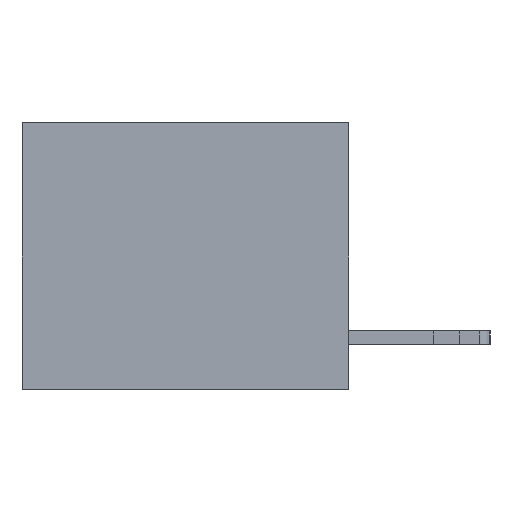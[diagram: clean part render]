
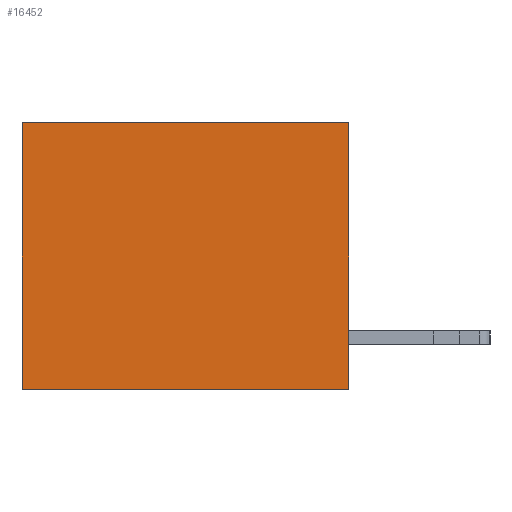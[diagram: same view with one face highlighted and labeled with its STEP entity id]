
A CAD part, left-side view. The second image highlights one B-rep face of the part: STEP entity #16452.
In plain terms, the highlighted planar face has unit normal (-1, 0, 0).
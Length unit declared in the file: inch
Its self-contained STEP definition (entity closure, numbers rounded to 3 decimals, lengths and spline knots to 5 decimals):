
#2 = VECTOR ( 'NONE', #19581, 39.37008 ) ;
#1713 = CARTESIAN_POINT ( 'NONE',  ( 0.3165, 0.6, 0. ) ) ;
#2396 = EDGE_CURVE ( 'NONE', #18534, #8559, #19326, .T. ) ;
#2611 = EDGE_CURVE ( 'NONE', #12515, #18534, #10331, .T. ) ;
#2740 = CARTESIAN_POINT ( 'NONE',  ( 0.3165, 0.6, -0.49 ) ) ;
#2827 = VECTOR ( 'NONE', #5262, 39.37008 ) ;
#3599 = ORIENTED_EDGE ( 'NONE', *, *, #2611, .T. ) ;
#4809 = EDGE_CURVE ( 'NONE', #15258, #8559, #16013, .T. ) ;
#5262 = DIRECTION ( 'NONE',  ( 0., 0., -1. ) ) ;
#6253 = AXIS2_PLACEMENT_3D ( 'NONE', #6666, #15791, #23459 ) ;
#6569 = CARTESIAN_POINT ( 'NONE',  ( 0.3165, 0., 0. ) ) ;
#6666 = CARTESIAN_POINT ( 'NONE',  ( 0.3165, 0., -0.49 ) ) ;
#8049 = CARTESIAN_POINT ( 'NONE',  ( 0.3165, 0.6, -0.49 ) ) ;
#8559 = VERTEX_POINT ( 'NONE', #8049 ) ;
#9448 = LINE ( 'NONE', #18113, #2827 ) ;
#9667 = EDGE_LOOP ( 'NONE', ( #22303, #23853, #20942, #3599 ) ) ;
#10331 = LINE ( 'NONE', #6569, #17006 ) ;
#12067 = DIRECTION ( 'NONE',  ( 0., 1., 0. ) ) ;
#12515 = VERTEX_POINT ( 'NONE', #17228 ) ;
#13168 = VECTOR ( 'NONE', #13888, 39.37008 ) ;
#13737 = CARTESIAN_POINT ( 'NONE',  ( 0.3165, 0., -0.49 ) ) ;
#13888 = DIRECTION ( 'NONE',  ( 0., 1., 0. ) ) ;
#15258 = VERTEX_POINT ( 'NONE', #23608 ) ;
#15791 = DIRECTION ( 'NONE',  ( 1., 0., 0. ) ) ;
#16013 = LINE ( 'NONE', #13737, #13168 ) ;
#16452 = ADVANCED_FACE ( 'NONE', ( #21714 ), #17877, .F. ) ;
#17006 = VECTOR ( 'NONE', #12067, 39.37008 ) ;
#17228 = CARTESIAN_POINT ( 'NONE',  ( 0.3165, 0., 0. ) ) ;
#17877 = PLANE ( 'NONE',  #6253 ) ;
#18113 = CARTESIAN_POINT ( 'NONE',  ( 0.3165, 0., -0.49 ) ) ;
#18534 = VERTEX_POINT ( 'NONE', #1713 ) ;
#19326 = LINE ( 'NONE', #2740, #2 ) ;
#19581 = DIRECTION ( 'NONE',  ( 0., 0., -1. ) ) ;
#20942 = ORIENTED_EDGE ( 'NONE', *, *, #22776, .F. ) ;
#21714 = FACE_OUTER_BOUND ( 'NONE', #9667, .T. ) ;
#22303 = ORIENTED_EDGE ( 'NONE', *, *, #2396, .T. ) ;
#22776 = EDGE_CURVE ( 'NONE', #12515, #15258, #9448, .T. ) ;
#23459 = DIRECTION ( 'NONE',  ( 0., 0., -1. ) ) ;
#23608 = CARTESIAN_POINT ( 'NONE',  ( 0.3165, 0., -0.49 ) ) ;
#23853 = ORIENTED_EDGE ( 'NONE', *, *, #4809, .F. ) ;
